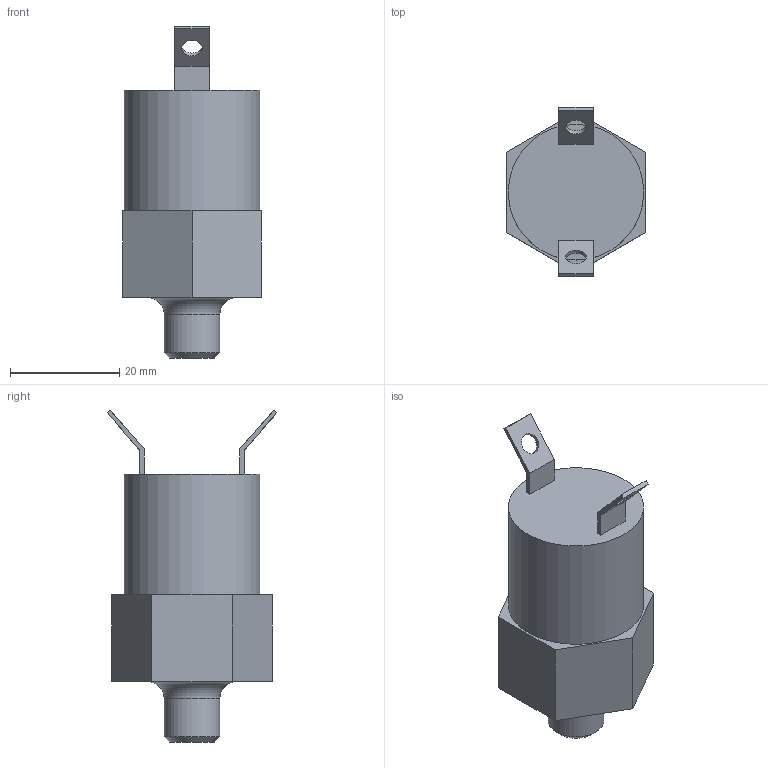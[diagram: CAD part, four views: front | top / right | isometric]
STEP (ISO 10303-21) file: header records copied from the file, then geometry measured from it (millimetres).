
FILE_DESCRIPTION(/* description */ ('Pressure Switch'),/* implementation_level */ '2;1');
FILE_NAME(/* name */ 'Pneumatics_Switch_SM-2B-115R.ipt.step',/* time_stamp */ '2015-01-02T19:24:10-08:00',/* author */ ('Autodesk, Inc.'),/* organization */ ('Autodesk, Inc.'),/* preprocessor_version */ 'ST-DEVELOPER v15.6',/* originating_system */ 'Autodesk Inventor 2015',/* authorisation */ '');
FILE_SCHEMA (('AUTOMOTIVE_DESIGN { 1 0 10303 214 3 1 1 }'));
Length unit declared in the file: inch
Products named in the file (1): Pneumatics_Switch_SM-2B-115R
Bounding box: 25.4 x 31.02 x 60.68 mm (x, y, z)
Volume: 20371.1 mm3; surface area: 5083.5 mm2
Topology: 1 solids, 1 shells, 32 faces, 73 edges, 48 vertices
Faces by surface type: plane 25, cylinder 5, torus 1, cone 1
Full cylindrical faces by diameter (mm): 3.175 x1, 3.743 x2, 10.16 x1, 24.765 x1
Entity records: 945 total; most frequent: CARTESIAN_POINT 147, DIRECTION 144, ORIENTED_EDGE 132, EDGE_CURVE 66, LINE 54, VECTOR 54, EDGE_LOOP 48, VERTEX_POINT 48
